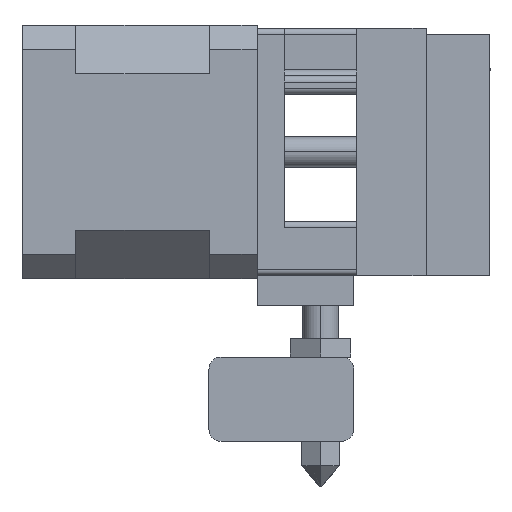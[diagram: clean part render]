
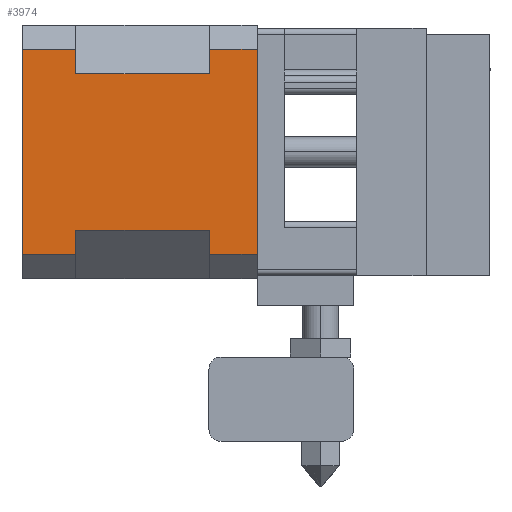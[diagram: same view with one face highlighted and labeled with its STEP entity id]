
A CAD part, left-side view. The second image highlights one B-rep face of the part: STEP entity #3974.
In plain terms, the highlighted planar face has unit normal (-1, 0, 0).
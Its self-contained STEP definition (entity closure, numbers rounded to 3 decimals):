
#200 = CARTESIAN_POINT ( 'NONE',  ( -25.5, 40.6, 42.5 ) ) ;
#329 = VERTEX_POINT ( 'NONE', #7875 ) ;
#341 = LINE ( 'NONE', #5775, #5810 ) ;
#463 = CARTESIAN_POINT ( 'NONE',  ( -25.5, 18.4, 38.5 ) ) ;
#547 = VECTOR ( 'NONE', #2913, 1000. ) ;
#623 = EDGE_CURVE ( 'NONE', #329, #1794, #6636, .T. ) ;
#777 = LINE ( 'NONE', #2883, #547 ) ;
#800 = FACE_OUTER_BOUND ( 'NONE', #4624, .T. ) ;
#1076 = LINE ( 'NONE', #5163, #6079 ) ;
#1150 = EDGE_CURVE ( 'NONE', #7319, #4511, #1076, .T. ) ;
#1179 = LINE ( 'NONE', #3640, #2517 ) ;
#1191 = ORIENTED_EDGE ( 'NONE', *, *, #2491, .T. ) ;
#1344 = VERTEX_POINT ( 'NONE', #463 ) ;
#1372 = CARTESIAN_POINT ( 'NONE',  ( -25.5, 49.5, 38.5 ) ) ;
#1374 = VECTOR ( 'NONE', #4002, 1000. ) ;
#1418 = CARTESIAN_POINT ( 'NONE',  ( -25.5, 40.6, 72.5 ) ) ;
#1457 = ORIENTED_EDGE ( 'NONE', *, *, #7522, .T. ) ;
#1727 = DIRECTION ( 'NONE',  ( 0., 1., 0. ) ) ;
#1731 = ORIENTED_EDGE ( 'NONE', *, *, #8735, .F. ) ;
#1790 = ORIENTED_EDGE ( 'NONE', *, *, #9113, .T. ) ;
#1791 = AXIS2_PLACEMENT_3D ( 'NONE', #8650, #6460, #8620 ) ;
#1794 = VERTEX_POINT ( 'NONE', #9053 ) ;
#1848 = CARTESIAN_POINT ( 'NONE',  ( -25.5, 18.4, 68.5 ) ) ;
#2365 = ORIENTED_EDGE ( 'NONE', *, *, #623, .T. ) ;
#2470 = CARTESIAN_POINT ( 'NONE',  ( -25.5, 18.4, 38.5 ) ) ;
#2491 = EDGE_CURVE ( 'NONE', #1344, #5228, #7476, .T. ) ;
#2517 = VECTOR ( 'NONE', #7943, 1000. ) ;
#2646 = ORIENTED_EDGE ( 'NONE', *, *, #8798, .T. ) ;
#2835 = VECTOR ( 'NONE', #1727, 1000. ) ;
#2841 = DIRECTION ( 'NONE',  ( 0., 0., 1. ) ) ;
#2883 = CARTESIAN_POINT ( 'NONE',  ( -25.5, 40.6, 38.5 ) ) ;
#2913 = DIRECTION ( 'NONE',  ( 0., 0., 1. ) ) ;
#3025 = LINE ( 'NONE', #6226, #7358 ) ;
#3076 = CARTESIAN_POINT ( 'NONE',  ( -25.5, 10.5, 38.5 ) ) ;
#3123 = DIRECTION ( 'NONE',  ( 0., 0., -1. ) ) ;
#3146 = LINE ( 'NONE', #8202, #1374 ) ;
#3252 = LINE ( 'NONE', #5261, #2835 ) ;
#3478 = LINE ( 'NONE', #2470, #5138 ) ;
#3572 = ORIENTED_EDGE ( 'NONE', *, *, #1150, .T. ) ;
#3640 = CARTESIAN_POINT ( 'NONE',  ( -25.5, 49.5, 72.5 ) ) ;
#3722 = DIRECTION ( 'NONE',  ( 0., -1., 0. ) ) ;
#3825 = EDGE_CURVE ( 'NONE', #1794, #5635, #3025, .T. ) ;
#3974 = ADVANCED_FACE ( 'NONE', ( #800 ), #8685, .T. ) ;
#4002 = DIRECTION ( 'NONE',  ( 0., 0., 1. ) ) ;
#4145 = VECTOR ( 'NONE', #3722, 1000. ) ;
#4375 = LINE ( 'NONE', #6505, #7935 ) ;
#4511 = VERTEX_POINT ( 'NONE', #7557 ) ;
#4624 = EDGE_LOOP ( 'NONE', ( #1790, #1731, #2365, #7206, #6827, #2646, #1191, #8644, #6518, #1457, #3572, #6566 ) ) ;
#4703 = VECTOR ( 'NONE', #7108, 1000. ) ;
#5113 = VERTEX_POINT ( 'NONE', #5790 ) ;
#5138 = VECTOR ( 'NONE', #3123, 1000. ) ;
#5151 = CARTESIAN_POINT ( 'NONE',  ( -25.5, 18.4, 38.5 ) ) ;
#5163 = CARTESIAN_POINT ( 'NONE',  ( -25.5, 40.6, 68.5 ) ) ;
#5228 = VERTEX_POINT ( 'NONE', #3076 ) ;
#5261 = CARTESIAN_POINT ( 'NONE',  ( -25.5, 18.4, 72.5 ) ) ;
#5635 = VERTEX_POINT ( 'NONE', #200 ) ;
#5775 = CARTESIAN_POINT ( 'NONE',  ( -25.5, 49.5, 29.25 ) ) ;
#5790 = CARTESIAN_POINT ( 'NONE',  ( -25.5, 18.4, 72.5 ) ) ;
#5810 = VECTOR ( 'NONE', #7209, 1000. ) ;
#5911 = DIRECTION ( 'NONE',  ( 0., 1., 0. ) ) ;
#5924 = EDGE_CURVE ( 'NONE', #4511, #5986, #777, .T. ) ;
#5983 = VECTOR ( 'NONE', #9165, 1000. ) ;
#5986 = VERTEX_POINT ( 'NONE', #1418 ) ;
#6079 = VECTOR ( 'NONE', #5911, 1000. ) ;
#6226 = CARTESIAN_POINT ( 'NONE',  ( -25.5, 40.6, 38.5 ) ) ;
#6231 = VERTEX_POINT ( 'NONE', #6714 ) ;
#6460 = DIRECTION ( 'NONE',  ( -1., 0., 0. ) ) ;
#6505 = CARTESIAN_POINT ( 'NONE',  ( -25.5, 40.6, 42.5 ) ) ;
#6518 = ORIENTED_EDGE ( 'NONE', *, *, #7263, .T. ) ;
#6566 = ORIENTED_EDGE ( 'NONE', *, *, #5924, .T. ) ;
#6634 = VERTEX_POINT ( 'NONE', #8280 ) ;
#6636 = LINE ( 'NONE', #1372, #5983 ) ;
#6714 = CARTESIAN_POINT ( 'NONE',  ( -25.5, 49.5, 72.5 ) ) ;
#6827 = ORIENTED_EDGE ( 'NONE', *, *, #7609, .T. ) ;
#7014 = CARTESIAN_POINT ( 'NONE',  ( -25.5, 18.4, 38.5 ) ) ;
#7052 = LINE ( 'NONE', #7014, #4703 ) ;
#7108 = DIRECTION ( 'NONE',  ( 0., 0., -1. ) ) ;
#7206 = ORIENTED_EDGE ( 'NONE', *, *, #3825, .T. ) ;
#7209 = DIRECTION ( 'NONE',  ( 0., 0., 1. ) ) ;
#7263 = EDGE_CURVE ( 'NONE', #6634, #5113, #3252, .T. ) ;
#7319 = VERTEX_POINT ( 'NONE', #1848 ) ;
#7358 = VECTOR ( 'NONE', #2841, 1000. ) ;
#7476 = LINE ( 'NONE', #5151, #4145 ) ;
#7522 = EDGE_CURVE ( 'NONE', #5113, #7319, #7052, .T. ) ;
#7557 = CARTESIAN_POINT ( 'NONE',  ( -25.5, 40.6, 68.5 ) ) ;
#7609 = EDGE_CURVE ( 'NONE', #5635, #8922, #4375, .T. ) ;
#7875 = CARTESIAN_POINT ( 'NONE',  ( -25.5, 49.5, 38.5 ) ) ;
#7935 = VECTOR ( 'NONE', #8637, 1000. ) ;
#7943 = DIRECTION ( 'NONE',  ( 0., 1., 0. ) ) ;
#8192 = CARTESIAN_POINT ( 'NONE',  ( -25.5, 18.4, 42.5 ) ) ;
#8202 = CARTESIAN_POINT ( 'NONE',  ( -25.5, 10.5, 38.5 ) ) ;
#8280 = CARTESIAN_POINT ( 'NONE',  ( -25.5, 10.5, 72.5 ) ) ;
#8313 = EDGE_CURVE ( 'NONE', #5228, #6634, #3146, .T. ) ;
#8620 = DIRECTION ( 'NONE',  ( 0., 0., 1. ) ) ;
#8637 = DIRECTION ( 'NONE',  ( 0., -1., 0. ) ) ;
#8644 = ORIENTED_EDGE ( 'NONE', *, *, #8313, .T. ) ;
#8650 = CARTESIAN_POINT ( 'NONE',  ( -25.5, 49.5, 38.5 ) ) ;
#8685 = PLANE ( 'NONE',  #1791 ) ;
#8735 = EDGE_CURVE ( 'NONE', #329, #6231, #341, .T. ) ;
#8798 = EDGE_CURVE ( 'NONE', #8922, #1344, #3478, .T. ) ;
#8922 = VERTEX_POINT ( 'NONE', #8192 ) ;
#9053 = CARTESIAN_POINT ( 'NONE',  ( -25.5, 40.6, 38.5 ) ) ;
#9113 = EDGE_CURVE ( 'NONE', #5986, #6231, #1179, .T. ) ;
#9165 = DIRECTION ( 'NONE',  ( 0., -1., 0. ) ) ;
